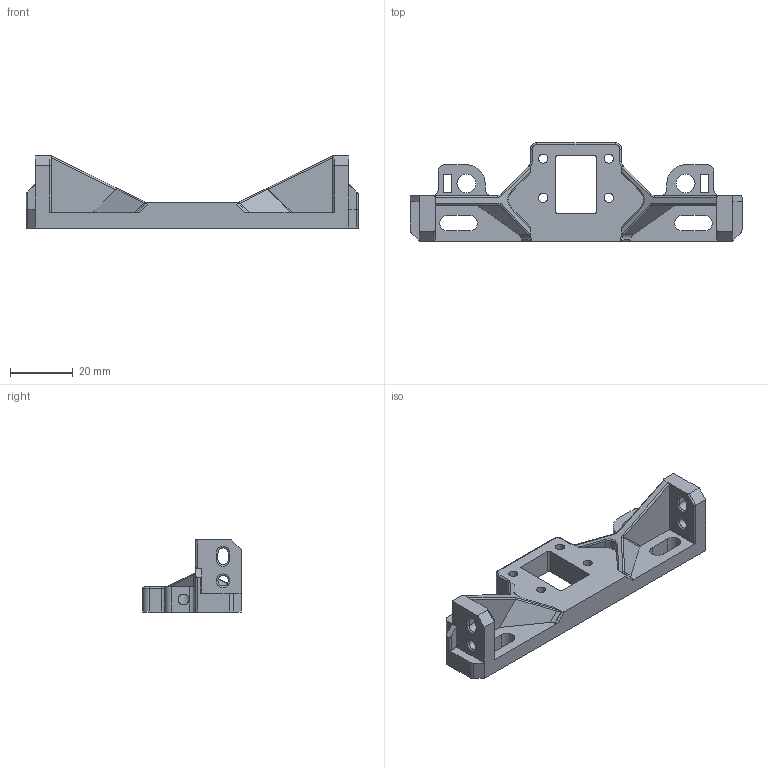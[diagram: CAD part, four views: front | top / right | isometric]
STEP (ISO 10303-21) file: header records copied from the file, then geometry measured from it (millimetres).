
FILE_DESCRIPTION(/* description */ ('STEP AP242','CAx-IF Rec.Pracs.---Representation and Presentation of Product Manufacturing Information (PMI)---4.0---2014-10-13','CAx-IF Rec.Pracs.---3D Tessellated Geometry---0.4---2014-09-14','2;1'),/* implementation_level */ '2;1');
FILE_NAME(/* name */ '67c914331218de65032d4122',/* time_stamp */ '2025-03-06T03:19:15Z',/* author */ (''),/* organization */ (''),/* preprocessor_version */ 'ST-DEVELOPER v20',/* originating_system */ 'ONSHAPE BY PTC INC, 1.194',/* authorisation */ ' ');
FILE_SCHEMA (('AP242_MANAGED_MODEL_BASED_3D_ENGINEERING_MIM_LF { 1 0 10303 442 1 1 4 }'));
Length unit declared in the file: metre
Products named in the file (1): Part 1
Bounding box: 106 x 31.38 x 23 mm (x, y, z)
Volume: 17512.7 mm3; surface area: 10060.8 mm2
Topology: 1 solids, 1 shells, 179 faces, 490 edges, 312 vertices
Faces by surface type: cylinder 82, plane 70, torus 16, bspline 11
Full cylindrical faces by diameter (mm): 2.9 x4, 3.3 x2, 3.5 x4, 6 x2
Entity records: 5765 total; most frequent: CARTESIAN_POINT 1140, DIRECTION 986, ORIENTED_EDGE 934, EDGE_CURVE 467, AXIS2_PLACEMENT_3D 360, VERTEX_POINT 306, LINE 266, VECTOR 266
